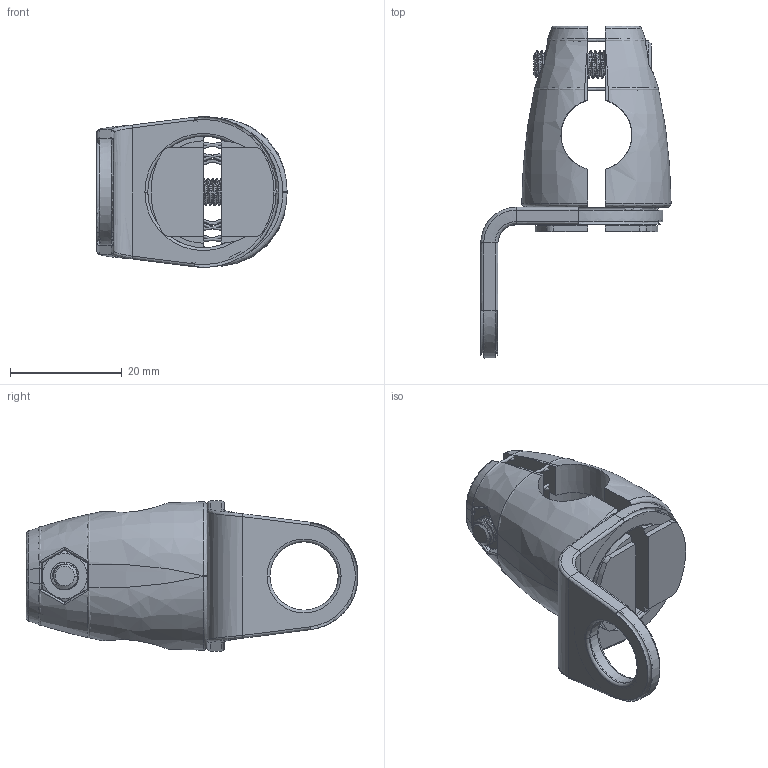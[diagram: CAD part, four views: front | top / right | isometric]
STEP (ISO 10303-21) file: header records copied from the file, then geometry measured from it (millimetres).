
FILE_DESCRIPTION((''),'2;1');
FILE_NAME('BRACKET_12MM_ASM','2010-10-06T',('dburns'),(''),'PRO/ENGINEER BY PARAMETRIC TECHNOLOGY CORPORATION, 2007390','PRO/ENGINEER BY PARAMETRIC TECHNOLOGY CORPORATION, 2007390','');
FILE_SCHEMA(('CONFIG_CONTROL_DESIGN'));
Products named in the file (1): BRACKET_12MM_ASM
Bounding box: 33.97 x 59.28 x 26.92 mm (x, y, z)
Surface area: 10571.7 mm2 (no closed solid volume)
Topology: 0 solids, 0 shells, 318 faces, 1704 edges, 1684 vertices
Faces by surface type: bspline 298, torus 20
Entity records: 43256 total; most frequent: CARTESIAN_POINT 30743, DEFINITIONAL_REPRESENTATION 1664, PCURVE 1664, COMPOSITE_CURVE_SEGMENT 1664, DIRECTION 1482, TRIMMED_CURVE 1262, B_SPLINE_CURVE_WITH_KNOTS 1242, VECTOR 1082
